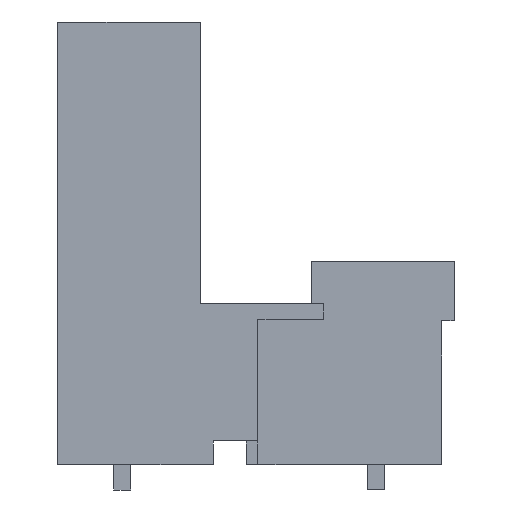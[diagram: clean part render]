
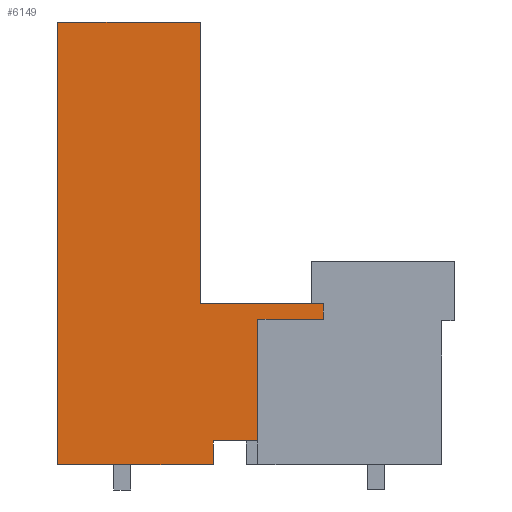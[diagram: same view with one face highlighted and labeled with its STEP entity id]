
A CAD part, left-side view. The second image highlights one B-rep face of the part: STEP entity #6149.
In plain terms, the highlighted planar face has unit normal (-1, 0, 0).
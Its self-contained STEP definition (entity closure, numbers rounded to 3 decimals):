
#6125=AXIS2_PLACEMENT_3D('Plane Axis2P3D',#6122,#6123,#6124) ;
#5397=CARTESIAN_POINT('Vertex',(0.,11.6,2.9)) ;
#5400=CARTESIAN_POINT('Line Origine',(0.,12.925,2.9)) ;
#5404=CARTESIAN_POINT('Vertex',(0.,14.25,2.9)) ;
#5519=CARTESIAN_POINT('Vertex',(0.,14.25,1.5)) ;
#5522=CARTESIAN_POINT('Line Origine',(0.,18.84,1.5)) ;
#5526=CARTESIAN_POINT('Vertex',(0.,23.43,1.5)) ;
#5551=CARTESIAN_POINT('Line Origine',(0.,23.43,14.58)) ;
#5555=CARTESIAN_POINT('Vertex',(0.,23.43,27.66)) ;
#5576=CARTESIAN_POINT('Line Origine',(0.,19.215,27.66)) ;
#5580=CARTESIAN_POINT('Vertex',(0.,15.,27.66)) ;
#5687=CARTESIAN_POINT('Line Origine',(0.,15.,19.33)) ;
#5691=CARTESIAN_POINT('Vertex',(0.,15.,11.)) ;
#6003=CARTESIAN_POINT('Line Origine',(0.,11.365,11.)) ;
#6007=CARTESIAN_POINT('Vertex',(0.,7.73,11.)) ;
#6070=CARTESIAN_POINT('Line Origine',(0.,7.73,10.55)) ;
#6074=CARTESIAN_POINT('Vertex',(0.,7.73,10.1)) ;
#6095=CARTESIAN_POINT('Line Origine',(0.,9.665,10.1)) ;
#6099=CARTESIAN_POINT('Vertex',(0.,11.6,10.1)) ;
#6122=CARTESIAN_POINT('Axis2P3D Location',(0.,23.43,-1.7)) ;
#6127=CARTESIAN_POINT('Line Origine',(0.,14.25,2.2)) ;
#6132=CARTESIAN_POINT('Line Origine',(0.,11.6,6.5)) ;
#5401=DIRECTION('Vector Direction',(0.,1.,0.)) ;
#5523=DIRECTION('Vector Direction',(0.,1.,0.)) ;
#5552=DIRECTION('Vector Direction',(0.,0.,1.)) ;
#5577=DIRECTION('Vector Direction',(0.,1.,0.)) ;
#5688=DIRECTION('Vector Direction',(0.,0.,-1.)) ;
#6004=DIRECTION('Vector Direction',(0.,1.,0.)) ;
#6071=DIRECTION('Vector Direction',(0.,0.,1.)) ;
#6096=DIRECTION('Vector Direction',(0.,1.,0.)) ;
#6123=DIRECTION('Axis2P3D Direction',(-1.,0.,0.)) ;
#6124=DIRECTION('Axis2P3D XDirection',(0.,-1.,0.)) ;
#6128=DIRECTION('Vector Direction',(0.,0.,-1.)) ;
#6133=DIRECTION('Vector Direction',(0.,0.,-1.)) ;
#5402=VECTOR('Line Direction',#5401,1.) ;
#5524=VECTOR('Line Direction',#5523,1.) ;
#5553=VECTOR('Line Direction',#5552,1.) ;
#5578=VECTOR('Line Direction',#5577,1.) ;
#5689=VECTOR('Line Direction',#5688,1.) ;
#6005=VECTOR('Line Direction',#6004,1.) ;
#6072=VECTOR('Line Direction',#6071,1.) ;
#6097=VECTOR('Line Direction',#6096,1.) ;
#6129=VECTOR('Line Direction',#6128,1.) ;
#6134=VECTOR('Line Direction',#6133,1.) ;
#6138=ORIENTED_EDGE('',*,*,#6076,.T.) ;
#6139=ORIENTED_EDGE('',*,*,#6009,.T.) ;
#6140=ORIENTED_EDGE('',*,*,#5693,.T.) ;
#6141=ORIENTED_EDGE('',*,*,#5582,.T.) ;
#6142=ORIENTED_EDGE('',*,*,#5557,.T.) ;
#6143=ORIENTED_EDGE('',*,*,#5528,.T.) ;
#6144=ORIENTED_EDGE('',*,*,#6131,.T.) ;
#6145=ORIENTED_EDGE('',*,*,#5406,.T.) ;
#6146=ORIENTED_EDGE('',*,*,#6136,.T.) ;
#6147=ORIENTED_EDGE('',*,*,#6101,.T.) ;
#6149=ADVANCED_FACE('HOUSING',(#6148),#6126,.T.) ;
#5406=EDGE_CURVE('',#5405,#5398,#5403,.F.) ;
#5528=EDGE_CURVE('',#5527,#5520,#5525,.F.) ;
#5557=EDGE_CURVE('',#5556,#5527,#5554,.F.) ;
#5582=EDGE_CURVE('',#5581,#5556,#5579,.T.) ;
#5693=EDGE_CURVE('',#5692,#5581,#5690,.F.) ;
#6009=EDGE_CURVE('',#6008,#5692,#6006,.T.) ;
#6076=EDGE_CURVE('',#6075,#6008,#6073,.T.) ;
#6101=EDGE_CURVE('',#6100,#6075,#6098,.F.) ;
#6131=EDGE_CURVE('',#5520,#5405,#6130,.F.) ;
#6136=EDGE_CURVE('',#5398,#6100,#6135,.F.) ;
#6137=EDGE_LOOP('',(#6138,#6139,#6140,#6141,#6142,#6143,#6144,#6145,#6146,#6147)) ;
#6148=FACE_OUTER_BOUND('',#6137,.T.) ;
#5403=LINE('Line',#5400,#5402) ;
#5525=LINE('Line',#5522,#5524) ;
#5554=LINE('Line',#5551,#5553) ;
#5579=LINE('Line',#5576,#5578) ;
#5690=LINE('Line',#5687,#5689) ;
#6006=LINE('Line',#6003,#6005) ;
#6073=LINE('Line',#6070,#6072) ;
#6098=LINE('Line',#6095,#6097) ;
#6130=LINE('Line',#6127,#6129) ;
#6135=LINE('Line',#6132,#6134) ;
#6126=PLANE('',#6125) ;
#5398=VERTEX_POINT('',#5397) ;
#5405=VERTEX_POINT('',#5404) ;
#5520=VERTEX_POINT('',#5519) ;
#5527=VERTEX_POINT('',#5526) ;
#5556=VERTEX_POINT('',#5555) ;
#5581=VERTEX_POINT('',#5580) ;
#5692=VERTEX_POINT('',#5691) ;
#6008=VERTEX_POINT('',#6007) ;
#6075=VERTEX_POINT('',#6074) ;
#6100=VERTEX_POINT('',#6099) ;
